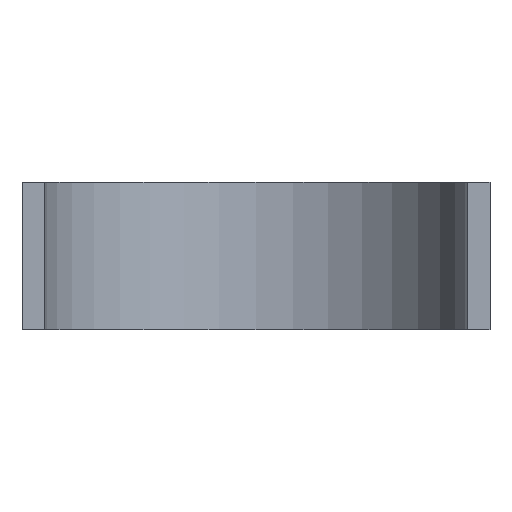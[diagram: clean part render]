
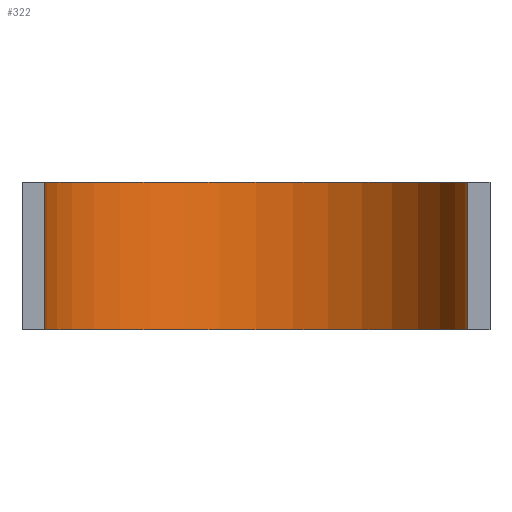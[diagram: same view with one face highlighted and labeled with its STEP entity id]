
A CAD part, front view. The second image highlights one B-rep face of the part: STEP entity #322.
In plain terms, the highlighted cylindrical face has radius 57.5 mm (diameter 115 mm), a partial arc.
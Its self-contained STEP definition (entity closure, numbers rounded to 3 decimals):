
#19 = CARTESIAN_POINT ( 'NONE',  ( -57.5, 167.5, -20. ) ) ;
#22 = CARTESIAN_POINT ( 'NONE',  ( -57.5, 167.5, 20. ) ) ;
#29 = DIRECTION ( 'NONE',  ( 0., 0., -1. ) ) ;
#33 = CARTESIAN_POINT ( 'NONE',  ( 57.5, 167.5, 20. ) ) ;
#49 = AXIS2_PLACEMENT_3D ( 'NONE', #389, #100, #257 ) ;
#51 = VERTEX_POINT ( 'NONE', #247 ) ;
#94 = EDGE_LOOP ( 'NONE', ( #298, #154, #346, #421 ) ) ;
#100 = DIRECTION ( 'NONE',  ( 0., 0., -1. ) ) ;
#115 = VERTEX_POINT ( 'NONE', #127 ) ;
#127 = CARTESIAN_POINT ( 'NONE',  ( -57.5, 167.5, 20. ) ) ;
#128 = CARTESIAN_POINT ( 'NONE',  ( 57.5, 167.5, 20. ) ) ;
#132 = LINE ( 'NONE', #128, #194 ) ;
#137 = DIRECTION ( 'NONE',  ( -1., 0., 0. ) ) ;
#154 = ORIENTED_EDGE ( 'NONE', *, *, #246, .F. ) ;
#171 = VERTEX_POINT ( 'NONE', #19 ) ;
#185 = EDGE_CURVE ( 'NONE', #115, #341, #372, .T. ) ;
#188 = EDGE_CURVE ( 'NONE', #171, #51, #238, .T. ) ;
#194 = VECTOR ( 'NONE', #289, 1000. ) ;
#202 = EDGE_CURVE ( 'NONE', #115, #171, #362, .T. ) ;
#203 = DIRECTION ( 'NONE',  ( 0., 0., -1. ) ) ;
#238 = CIRCLE ( 'NONE', #49, 57.5 ) ;
#246 = EDGE_CURVE ( 'NONE', #341, #51, #132, .T. ) ;
#247 = CARTESIAN_POINT ( 'NONE',  ( 57.5, 167.5, -20. ) ) ;
#257 = DIRECTION ( 'NONE',  ( -1., 0., 0. ) ) ;
#278 = CARTESIAN_POINT ( 'NONE',  ( 0., 167.5, 20. ) ) ;
#289 = DIRECTION ( 'NONE',  ( 0., 0., -1. ) ) ;
#298 = ORIENTED_EDGE ( 'NONE', *, *, #188, .T. ) ;
#306 = FACE_OUTER_BOUND ( 'NONE', #94, .T. ) ;
#321 = CARTESIAN_POINT ( 'NONE',  ( 0., 167.5, 20. ) ) ;
#322 = ADVANCED_FACE ( 'NONE', ( #306 ), #404, .F. ) ;
#326 = DIRECTION ( 'NONE',  ( 0., 0., -1. ) ) ;
#330 = DIRECTION ( 'NONE',  ( -1., 0., 0. ) ) ;
#341 = VERTEX_POINT ( 'NONE', #33 ) ;
#346 = ORIENTED_EDGE ( 'NONE', *, *, #185, .F. ) ;
#353 = VECTOR ( 'NONE', #29, 1000. ) ;
#362 = LINE ( 'NONE', #22, #353 ) ;
#372 = CIRCLE ( 'NONE', #423, 57.5 ) ;
#389 = CARTESIAN_POINT ( 'NONE',  ( 0., 167.5, -20. ) ) ;
#396 = AXIS2_PLACEMENT_3D ( 'NONE', #278, #203, #137 ) ;
#404 = CYLINDRICAL_SURFACE ( 'NONE', #396, 57.5 ) ;
#421 = ORIENTED_EDGE ( 'NONE', *, *, #202, .T. ) ;
#423 = AXIS2_PLACEMENT_3D ( 'NONE', #321, #326, #330 ) ;
